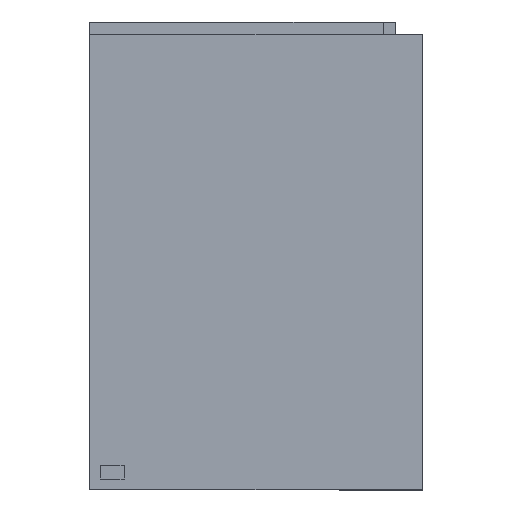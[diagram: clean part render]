
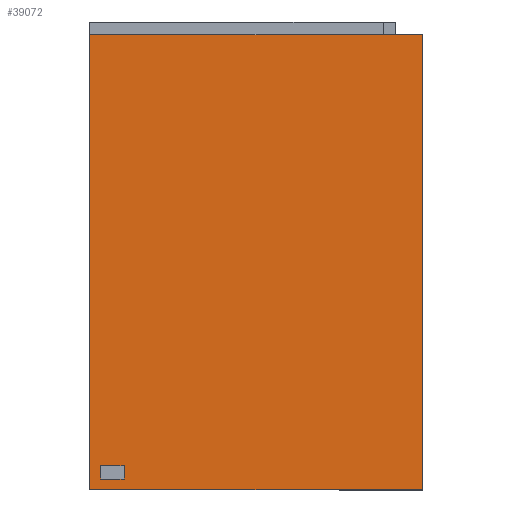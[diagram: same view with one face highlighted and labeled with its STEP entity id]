
A CAD part, left-side view. The second image highlights one B-rep face of the part: STEP entity #39072.
In plain terms, the highlighted planar face has unit normal (-1, 0, 0).
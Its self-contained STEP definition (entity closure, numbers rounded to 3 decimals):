
#4447=FACE_OUTER_BOUND('',#6717,.T.);
#6717=EDGE_LOOP('',(#34404,#34405,#34406,#34407));
#10730=LINE('',#63719,#14908);
#10733=LINE('',#63725,#14911);
#10736=LINE('',#63731,#14914);
#10739=LINE('',#63735,#14917);
#14908=VECTOR('',#52223,1.);
#14911=VECTOR('',#52228,1.);
#14914=VECTOR('',#52233,1.);
#14917=VECTOR('',#52238,1.);
#18623=VERTEX_POINT('',#63716);
#18624=VERTEX_POINT('',#63718);
#18626=VERTEX_POINT('',#63724);
#18628=VERTEX_POINT('',#63730);
#23960=EDGE_CURVE('',#18624,#18623,#10730,.T.);
#23963=EDGE_CURVE('',#18626,#18624,#10733,.T.);
#23966=EDGE_CURVE('',#18628,#18626,#10736,.T.);
#23969=EDGE_CURVE('',#18623,#18628,#10739,.T.);
#34404=ORIENTED_EDGE('',*,*,#23969,.T.);
#34405=ORIENTED_EDGE('',*,*,#23966,.T.);
#34406=ORIENTED_EDGE('',*,*,#23963,.T.);
#34407=ORIENTED_EDGE('',*,*,#23960,.T.);
#37107=PLANE('',#42284);
#39072=ADVANCED_FACE('',(#4447),#37107,.T.);
#42284=AXIS2_PLACEMENT_3D('',#63736,#52239,#52240);
#52223=DIRECTION('',(0.,0.,-1.));
#52228=DIRECTION('',(0.,1.,0.));
#52233=DIRECTION('',(0.,0.,1.));
#52238=DIRECTION('',(0.,-1.,0.));
#52239=DIRECTION('center_axis',(-1.,0.,0.));
#52240=DIRECTION('ref_axis',(0.,0.,1.));
#63716=CARTESIAN_POINT('',(0.,0.,0.));
#63718=CARTESIAN_POINT('',(0.,0.,580.));
#63719=CARTESIAN_POINT('',(0.,0.,580.));
#63724=CARTESIAN_POINT('',(0.,-424.,580.));
#63725=CARTESIAN_POINT('',(0.,-424.,580.));
#63730=CARTESIAN_POINT('',(0.,-424.,0.));
#63731=CARTESIAN_POINT('',(0.,-424.,0.));
#63735=CARTESIAN_POINT('',(0.,0.,0.));
#63736=CARTESIAN_POINT('Origin',(0.,-212.,
290.));
